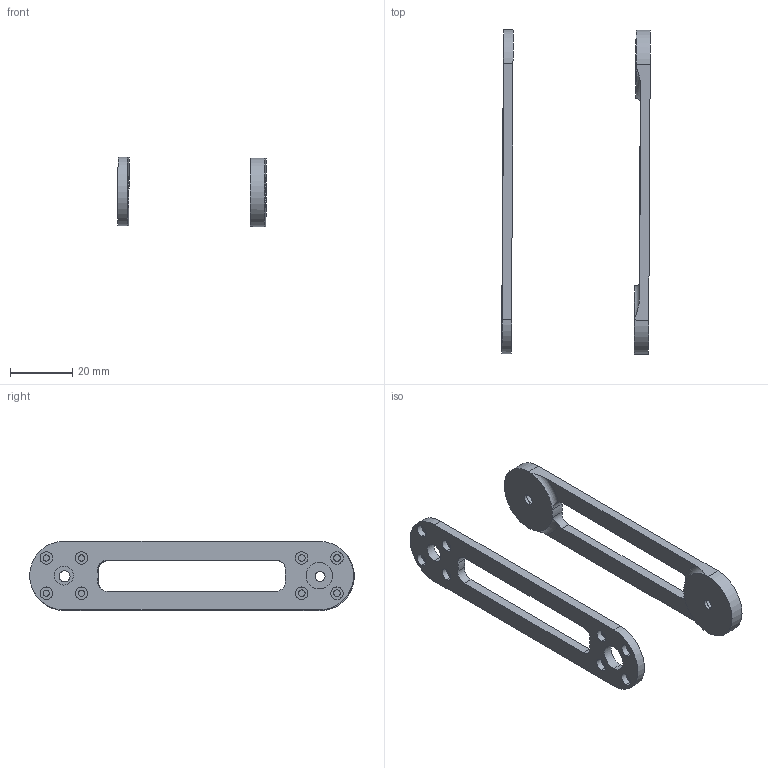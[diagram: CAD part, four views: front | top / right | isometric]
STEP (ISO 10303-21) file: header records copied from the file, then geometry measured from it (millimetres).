
FILE_DESCRIPTION (( 'STEP AP203' ), '1' );
FILE_NAME ('Perna3_Valor predeterminado_sldprt.STEP', '2021-09-18T22:57:07', ( '' ), ( '' ), 'SwSTEP 2.0', 'SolidWorks 2020', '' );
FILE_SCHEMA (( 'CONFIG_CONTROL_DESIGN' ));
Length unit declared in the file: millimetre
Products named in the file (1): Perna3_Valor predeterminado_sldprt
Bounding box: 47.69 x 104.26 x 22.27 mm (x, y, z)
Volume: 10012.7 mm3; surface area: 9026.9 mm2
Topology: 2 solids, 2 shells, 89 faces, 220 edges, 144 vertices
Faces by surface type: cylinder 60, plane 25, torus 4
Entity records: 2917 total; most frequent: CARTESIAN_POINT 558, DIRECTION 520, ORIENTED_EDGE 440, EDGE_CURVE 220, AXIS2_PLACEMENT_3D 218, VERTEX_POINT 144, CIRCLE 128, EDGE_LOOP 126
